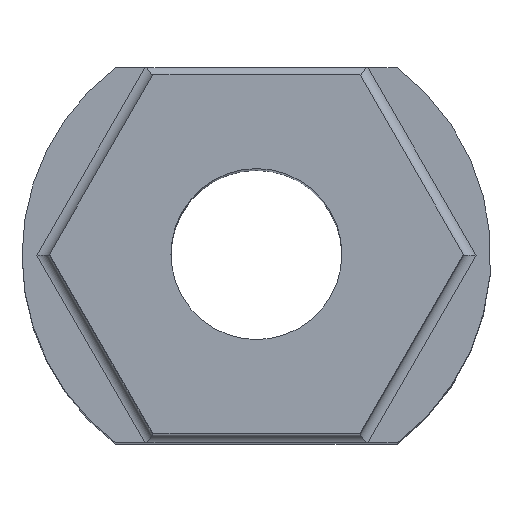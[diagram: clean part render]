
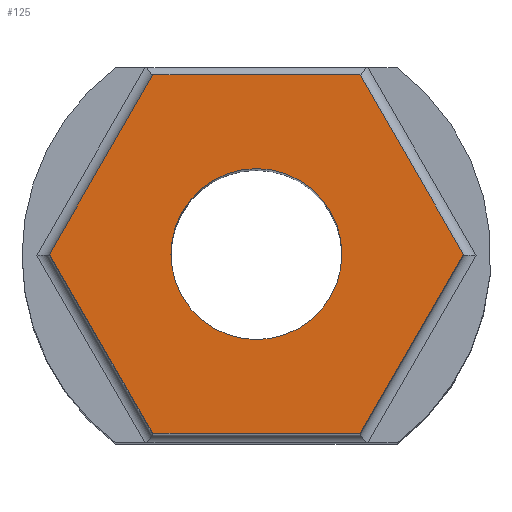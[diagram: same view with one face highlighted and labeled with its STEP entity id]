
A CAD part, top view. The second image highlights one B-rep face of the part: STEP entity #125.
In plain terms, the highlighted planar face has unit normal (0, 0, 1).
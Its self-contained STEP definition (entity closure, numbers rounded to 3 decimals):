
#1 = DIRECTION ( 'NONE',  ( -0.5, 0.866, 0. ) ) ;
#7 = CARTESIAN_POINT ( 'NONE',  ( -3.753, 0., 27.3 ) ) ;
#14 = VECTOR ( 'NONE', #129, 1000. ) ;
#29 = EDGE_CURVE ( 'NONE', #246, #898, #142, .T. ) ;
#31 = EDGE_LOOP ( 'NONE', ( #461, #928, #43, #325, #692, #458 ) ) ;
#36 = ORIENTED_EDGE ( 'NONE', *, *, #29, .F. ) ;
#43 = ORIENTED_EDGE ( 'NONE', *, *, #945, .T. ) ;
#80 = DIRECTION ( 'NONE',  ( 1., 0., 0. ) ) ;
#97 = EDGE_CURVE ( 'NONE', #175, #218, #161, .T. ) ;
#125 = ADVANCED_FACE ( 'NONE', ( #463, #189 ), #536, .T. ) ;
#129 = DIRECTION ( 'NONE',  ( -1., 0., 0. ) ) ;
#136 = VERTEX_POINT ( 'NONE', #398 ) ;
#142 = CIRCLE ( 'NONE', #391, 1.55 ) ;
#161 = LINE ( 'NONE', #7, #913 ) ;
#175 = VERTEX_POINT ( 'NONE', #390 ) ;
#177 = CARTESIAN_POINT ( 'NONE',  ( -1.876, 3.25, 27.3 ) ) ;
#189 = FACE_OUTER_BOUND ( 'NONE', #31, .T. ) ;
#199 = CARTESIAN_POINT ( 'NONE',  ( 0., 0., 27.3 ) ) ;
#201 = CARTESIAN_POINT ( 'NONE',  ( 1.55, 0., 27.3 ) ) ;
#216 = EDGE_CURVE ( 'NONE', #136, #175, #844, .T. ) ;
#217 = CARTESIAN_POINT ( 'NONE',  ( 3.753, 0., 27.3 ) ) ;
#218 = VERTEX_POINT ( 'NONE', #838 ) ;
#246 = VERTEX_POINT ( 'NONE', #930 ) ;
#264 = EDGE_CURVE ( 'NONE', #898, #246, #568, .T. ) ;
#269 = DIRECTION ( 'NONE',  ( 1., 0., 0. ) ) ;
#279 = DIRECTION ( 'NONE',  ( 0., 0., 1. ) ) ;
#290 = DIRECTION ( 'NONE',  ( 1., 0., 0. ) ) ;
#325 = ORIENTED_EDGE ( 'NONE', *, *, #216, .T. ) ;
#328 = DIRECTION ( 'NONE',  ( 0., 0., 1. ) ) ;
#381 = VECTOR ( 'NONE', #1, 1000. ) ;
#390 = CARTESIAN_POINT ( 'NONE',  ( -3.753, 0., 27.3 ) ) ;
#391 = AXIS2_PLACEMENT_3D ( 'NONE', #829, #510, #290 ) ;
#393 = CARTESIAN_POINT ( 'NONE',  ( 3.753, 0., 27.3 ) ) ;
#398 = CARTESIAN_POINT ( 'NONE',  ( -1.876, 3.25, 27.3 ) ) ;
#428 = VECTOR ( 'NONE', #553, 1000. ) ;
#441 = VERTEX_POINT ( 'NONE', #726 ) ;
#444 = DIRECTION ( 'NONE',  ( 0.5, -0.866, 0. ) ) ;
#452 = EDGE_CURVE ( 'NONE', #817, #921, #585, .T. ) ;
#458 = ORIENTED_EDGE ( 'NONE', *, *, #673, .T. ) ;
#461 = ORIENTED_EDGE ( 'NONE', *, *, #871, .T. ) ;
#463 = FACE_BOUND ( 'NONE', #695, .T. ) ;
#490 = CARTESIAN_POINT ( 'NONE',  ( 1.876, 3.25, 27.3 ) ) ;
#507 = ORIENTED_EDGE ( 'NONE', *, *, #264, .F. ) ;
#510 = DIRECTION ( 'NONE',  ( 0., 0., 1. ) ) ;
#536 = PLANE ( 'NONE',  #728 ) ;
#553 = DIRECTION ( 'NONE',  ( 0.5, 0.866, 0. ) ) ;
#555 = DIRECTION ( 'NONE',  ( -0.5, -0.866, 0. ) ) ;
#568 = CIRCLE ( 'NONE', #624, 1.55 ) ;
#585 = LINE ( 'NONE', #217, #381 ) ;
#624 = AXIS2_PLACEMENT_3D ( 'NONE', #199, #279, #269 ) ;
#627 = CARTESIAN_POINT ( 'NONE',  ( 1.876, -3.25, 27.3 ) ) ;
#673 = EDGE_CURVE ( 'NONE', #218, #441, #826, .T. ) ;
#692 = ORIENTED_EDGE ( 'NONE', *, *, #97, .T. ) ;
#695 = EDGE_LOOP ( 'NONE', ( #507, #36 ) ) ;
#702 = VECTOR ( 'NONE', #80, 1000. ) ;
#706 = LINE ( 'NONE', #490, #14 ) ;
#708 = DIRECTION ( 'NONE',  ( 1., 0., 0. ) ) ;
#726 = CARTESIAN_POINT ( 'NONE',  ( 1.876, -3.25, 27.3 ) ) ;
#728 = AXIS2_PLACEMENT_3D ( 'NONE', #762, #328, #708 ) ;
#729 = CARTESIAN_POINT ( 'NONE',  ( -1.876, -3.25, 27.3 ) ) ;
#762 = CARTESIAN_POINT ( 'NONE',  ( 0., 0., 27.3 ) ) ;
#795 = CARTESIAN_POINT ( 'NONE',  ( 1.876, 3.25, 27.3 ) ) ;
#817 = VERTEX_POINT ( 'NONE', #393 ) ;
#826 = LINE ( 'NONE', #729, #702 ) ;
#829 = CARTESIAN_POINT ( 'NONE',  ( 0., 0., 27.3 ) ) ;
#838 = CARTESIAN_POINT ( 'NONE',  ( -1.876, -3.25, 27.3 ) ) ;
#844 = LINE ( 'NONE', #177, #909 ) ;
#871 = EDGE_CURVE ( 'NONE', #441, #817, #934, .T. ) ;
#898 = VERTEX_POINT ( 'NONE', #201 ) ;
#909 = VECTOR ( 'NONE', #555, 1000. ) ;
#913 = VECTOR ( 'NONE', #444, 1000. ) ;
#921 = VERTEX_POINT ( 'NONE', #795 ) ;
#928 = ORIENTED_EDGE ( 'NONE', *, *, #452, .T. ) ;
#930 = CARTESIAN_POINT ( 'NONE',  ( -1.55, 0., 27.3 ) ) ;
#934 = LINE ( 'NONE', #627, #428 ) ;
#945 = EDGE_CURVE ( 'NONE', #921, #136, #706, .T. ) ;
